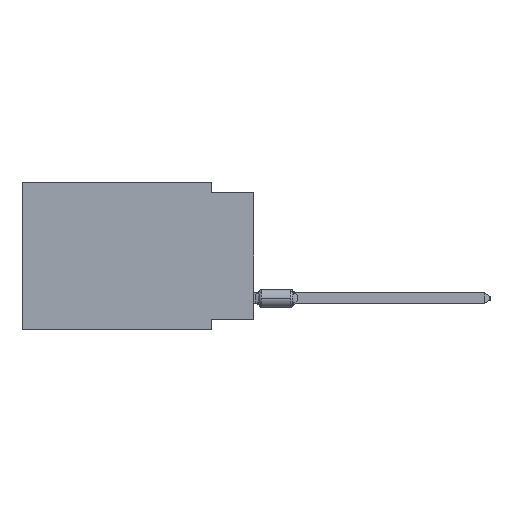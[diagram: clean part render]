
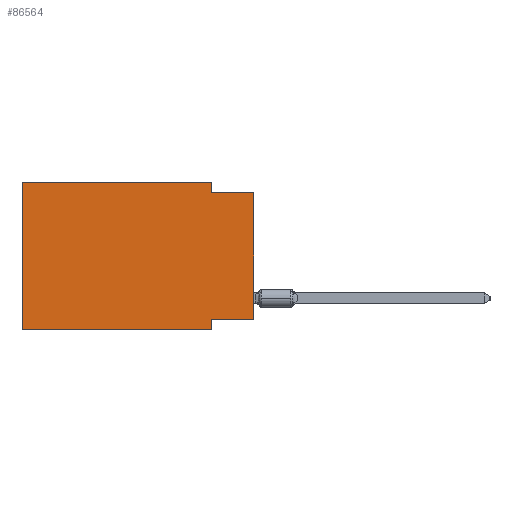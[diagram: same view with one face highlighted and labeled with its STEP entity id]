
A CAD part, left-side view. The second image highlights one B-rep face of the part: STEP entity #86564.
In plain terms, the highlighted planar face has unit normal (-1, 0, 0).
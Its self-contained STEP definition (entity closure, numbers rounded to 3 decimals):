
#1888 = CARTESIAN_POINT ( 'NONE',  ( 0., 0., -8.255 ) ) ;
#2143 = CARTESIAN_POINT ( 'NONE',  ( 0., 13.97, -8.89 ) ) ;
#2644 = CARTESIAN_POINT ( 'NONE',  ( 0., 2.54, -8.89 ) ) ;
#3612 = EDGE_CURVE ( 'NONE', #5352, #84678, #54054, .T. ) ;
#5352 = VERTEX_POINT ( 'NONE', #46271 ) ;
#7216 = ORIENTED_EDGE ( 'NONE', *, *, #17017, .F. ) ;
#7735 = EDGE_CURVE ( 'NONE', #35211, #84678, #39088, .T. ) ;
#8212 = CARTESIAN_POINT ( 'NONE',  ( 0., 0., -0.635 ) ) ;
#9019 = CARTESIAN_POINT ( 'NONE',  ( 0., 2.54, -8.255 ) ) ;
#11231 = LINE ( 'NONE', #74197, #11260 ) ;
#11260 = VECTOR ( 'NONE', #90247, 1000. ) ;
#14824 = ORIENTED_EDGE ( 'NONE', *, *, #37958, .T. ) ;
#15283 = ORIENTED_EDGE ( 'NONE', *, *, #85279, .F. ) ;
#16370 = AXIS2_PLACEMENT_3D ( 'NONE', #86589, #52056, #73830 ) ;
#17017 = EDGE_CURVE ( 'NONE', #62680, #90318, #11231, .T. ) ;
#19235 = VECTOR ( 'NONE', #51519, 1000. ) ;
#22671 = CARTESIAN_POINT ( 'NONE',  ( 0., 13.97, -8.89 ) ) ;
#22739 = PLANE ( 'NONE',  #16370 ) ;
#27051 = LINE ( 'NONE', #34615, #50952 ) ;
#29360 = EDGE_CURVE ( 'NONE', #56823, #85454, #45281, .T. ) ;
#30777 = DIRECTION ( 'NONE',  ( 0., 1., 0. ) ) ;
#34615 = CARTESIAN_POINT ( 'NONE',  ( 0., 2.54, 0. ) ) ;
#35211 = VERTEX_POINT ( 'NONE', #42580 ) ;
#37958 = EDGE_CURVE ( 'NONE', #56823, #90318, #73280, .T. ) ;
#39088 = LINE ( 'NONE', #83040, #78680 ) ;
#39637 = EDGE_LOOP ( 'NONE', ( #57579, #52790, #15283, #58791, #88004, #14824, #7216, #87346 ) ) ;
#40659 = VECTOR ( 'NONE', #30777, 1000. ) ;
#42580 = CARTESIAN_POINT ( 'NONE',  ( 0., 0., -8.255 ) ) ;
#45281 = LINE ( 'NONE', #74145, #67938 ) ;
#46271 = CARTESIAN_POINT ( 'NONE',  ( 0., 2.54, -0.635 ) ) ;
#46567 = CARTESIAN_POINT ( 'NONE',  ( 0., 2.54, 0. ) ) ;
#47111 = DIRECTION ( 'NONE',  ( 0., 0., 1. ) ) ;
#47420 = DIRECTION ( 'NONE',  ( 0., -1., 0. ) ) ;
#50952 = VECTOR ( 'NONE', #86113, 1000. ) ;
#51122 = FACE_OUTER_BOUND ( 'NONE', #39637, .T. ) ;
#51519 = DIRECTION ( 'NONE',  ( 0., -1., 0. ) ) ;
#52056 = DIRECTION ( 'NONE',  ( 1., 0., 0. ) ) ;
#52790 = ORIENTED_EDGE ( 'NONE', *, *, #3612, .F. ) ;
#54054 = LINE ( 'NONE', #82900, #55725 ) ;
#55725 = VECTOR ( 'NONE', #47420, 1000. ) ;
#55990 = LINE ( 'NONE', #85754, #73855 ) ;
#56823 = VERTEX_POINT ( 'NONE', #2143 ) ;
#57579 = ORIENTED_EDGE ( 'NONE', *, *, #7735, .T. ) ;
#57660 = VERTEX_POINT ( 'NONE', #46567 ) ;
#58791 = ORIENTED_EDGE ( 'NONE', *, *, #86741, .F. ) ;
#59925 = DIRECTION ( 'NONE',  ( 0., 0., 1. ) ) ;
#62680 = VERTEX_POINT ( 'NONE', #9019 ) ;
#67938 = VECTOR ( 'NONE', #59925, 1000. ) ;
#68008 = CARTESIAN_POINT ( 'NONE',  ( 0., 13.97, 0. ) ) ;
#73280 = LINE ( 'NONE', #22671, #19235 ) ;
#73830 = DIRECTION ( 'NONE',  ( 0., 0., -1. ) ) ;
#73855 = VECTOR ( 'NONE', #84830, 1000. ) ;
#74145 = CARTESIAN_POINT ( 'NONE',  ( 0., 13.97, 0. ) ) ;
#74197 = CARTESIAN_POINT ( 'NONE',  ( 0., 2.54, -8.89 ) ) ;
#76340 = EDGE_CURVE ( 'NONE', #35211, #62680, #80886, .T. ) ;
#78680 = VECTOR ( 'NONE', #47111, 1000. ) ;
#80886 = LINE ( 'NONE', #1888, #40659 ) ;
#82900 = CARTESIAN_POINT ( 'NONE',  ( 0., 0., -0.635 ) ) ;
#83040 = CARTESIAN_POINT ( 'NONE',  ( 0., 0., 0. ) ) ;
#84678 = VERTEX_POINT ( 'NONE', #8212 ) ;
#84830 = DIRECTION ( 'NONE',  ( 0., -1., 0. ) ) ;
#85279 = EDGE_CURVE ( 'NONE', #57660, #5352, #27051, .T. ) ;
#85454 = VERTEX_POINT ( 'NONE', #68008 ) ;
#85754 = CARTESIAN_POINT ( 'NONE',  ( 0., 13.97, 0. ) ) ;
#86113 = DIRECTION ( 'NONE',  ( 0., 0., -1. ) ) ;
#86564 = ADVANCED_FACE ( 'NONE', ( #51122 ), #22739, .F. ) ;
#86589 = CARTESIAN_POINT ( 'NONE',  ( 0., 13.97, 0. ) ) ;
#86741 = EDGE_CURVE ( 'NONE', #85454, #57660, #55990, .T. ) ;
#87346 = ORIENTED_EDGE ( 'NONE', *, *, #76340, .F. ) ;
#88004 = ORIENTED_EDGE ( 'NONE', *, *, #29360, .F. ) ;
#90247 = DIRECTION ( 'NONE',  ( 0., 0., -1. ) ) ;
#90318 = VERTEX_POINT ( 'NONE', #2644 ) ;
